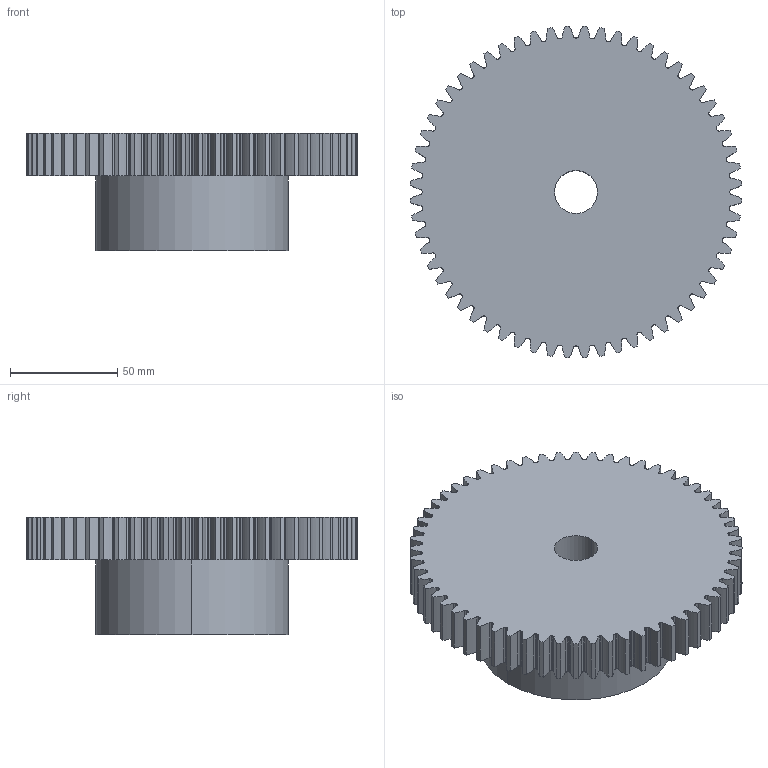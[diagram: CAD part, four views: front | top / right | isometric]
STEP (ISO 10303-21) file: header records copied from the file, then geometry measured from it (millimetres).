
FILE_DESCRIPTION (( 'STEP AP214' ), '1' );
FILE_NAME ('111-025-460.step', '2010-07-19T09:21:51', ( 'WMH Herion Antriebstechnik GmbH' ), ( 'WMH Herion Antriebstechnik GmbH' ), 'SwSTEP 2.0', 'SolidWorks 2010', '' );
FILE_SCHEMA (( 'AUTOMOTIVE_DESIGN' ));
Length unit declared in the file: millimetre
Products named in the file (1): 111-025-460
Bounding box: 154.88 x 154.88 x 55 mm (x, y, z)
Volume: 557287.7 mm3; surface area: 66403.4 mm2
Topology: 1 solids, 1 shells, 398 faces, 1185 edges, 790 vertices
Faces by surface type: cylinder 395, plane 3
Entity records: 13897 total; most frequent: DIRECTION 2773, CARTESIAN_POINT 2374, ORIENTED_EDGE 2370, AXIS2_PLACEMENT_3D 1189, EDGE_CURVE 1185, CIRCLE 790, VERTEX_POINT 790, EDGE_LOOP 401
